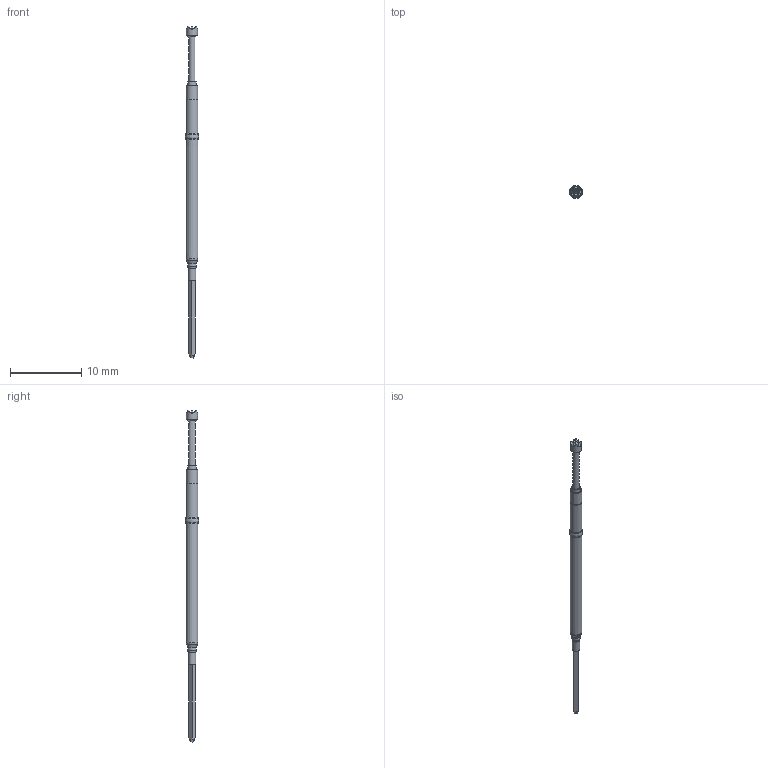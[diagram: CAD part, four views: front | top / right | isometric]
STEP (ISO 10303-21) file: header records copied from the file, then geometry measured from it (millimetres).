
FILE_DESCRIPTION(/* description */ (''),/* implementation_level */ '2;1');
FILE_NAME(/* name */ 'QA_100-PRP2509S.stp',/* time_stamp */ '2016-10-20T10:38:45+02:00',/* author */ ('riccim'),/* organization */ (''),/* preprocessor_version */ 'ST-DEVELOPER v15.5',/* originating_system */ 'AutoCAD Mechanical',/* authorisation */ '');
FILE_SCHEMA (('AUTOMOTIVE_DESIGN { 1 0 10303 214 3 1 1 }'));
Length unit declared in the file: millimetre
Products named in the file (1): Product
Bounding box: 1.85 x 1.85 x 46.71 mm (x, y, z)
Volume: 69 mm3; surface area: 416.6 mm2
Topology: 4 solids, 4 shells, 79 faces, 197 edges, 128 vertices
Faces by surface type: plane 50, cylinder 9, torus 9, cone 6, bspline 5
Full cylindrical faces by diameter (mm): 1.074 x1, 1.219 x1, 1.261 x2, 1.367 x2, 1.567 x1, 1.636 x1, 1.676 x1
Entity records: 2294 total; most frequent: CARTESIAN_POINT 519, DIRECTION 352, ORIENTED_EDGE 332, EDGE_CURVE 166, VERTEX_POINT 121, AXIS2_PLACEMENT_3D 120, LINE 112, VECTOR 112
